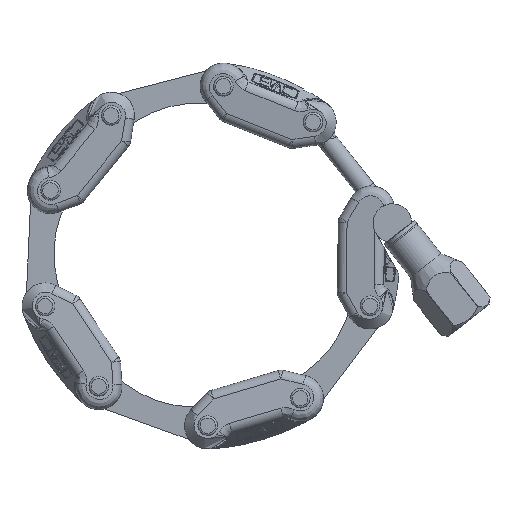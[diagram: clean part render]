
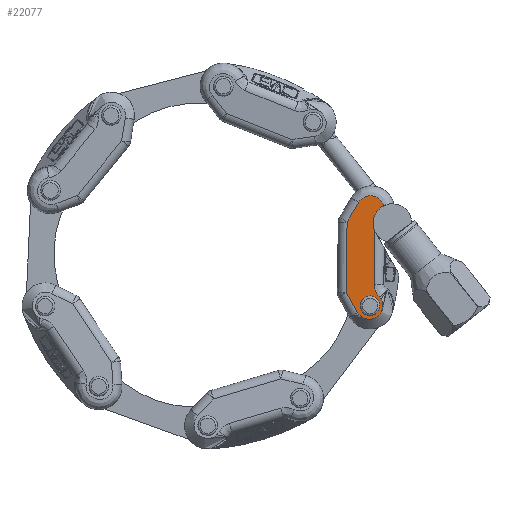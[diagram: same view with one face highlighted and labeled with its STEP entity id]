
A CAD part, left-side view. The second image highlights one B-rep face of the part: STEP entity #22077.
In plain terms, the highlighted face is planar.
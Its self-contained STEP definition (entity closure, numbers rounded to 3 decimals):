
#2531=LINE('',#42297,#4101);
#2532=LINE('',#42300,#4102);
#2533=LINE('',#42301,#4103);
#2534=LINE('',#42302,#4104);
#4101=VECTOR('',#31206,1000.);
#4102=VECTOR('',#31209,1000.);
#4103=VECTOR('',#31210,1000.);
#4104=VECTOR('',#31211,1000.);
#5770=PLANE('',#24772);
#5866=ELLIPSE('',#24773,2.56,2.55);
#5867=ELLIPSE('',#24774,5.019,5.);
#11374=ORIENTED_EDGE('',*,*,#15399,.F.);
#11375=ORIENTED_EDGE('',*,*,#15400,.F.);
#11376=ORIENTED_EDGE('',*,*,#15401,.T.);
#11377=ORIENTED_EDGE('',*,*,#15398,.F.);
#11378=ORIENTED_EDGE('',*,*,#15402,.F.);
#11379=ORIENTED_EDGE('',*,*,#15403,.F.);
#11380=ORIENTED_EDGE('',*,*,#15404,.F.);
#11381=ORIENTED_EDGE('',*,*,#15270,.F.);
#11382=ORIENTED_EDGE('',*,*,#15273,.F.);
#15270=EDGE_CURVE('',#17379,#17375,#17827,.F.);
#15273=EDGE_CURVE('',#17381,#17379,#17830,.T.);
#15398=EDGE_CURVE('',#17460,#17456,#17894,.F.);
#15399=EDGE_CURVE('',#17461,#17461,#5866,.T.);
#15400=EDGE_CURVE('',#17462,#17381,#2531,.T.);
#15401=EDGE_CURVE('',#17462,#17456,#5867,.T.);
#15402=EDGE_CURVE('',#17388,#17460,#2532,.T.);
#15403=EDGE_CURVE('',#17387,#17388,#2533,.T.);
#15404=EDGE_CURVE('',#17375,#17387,#2534,.T.);
#17375=VERTEX_POINT('',#41219);
#17379=VERTEX_POINT('',#41249);
#17381=VERTEX_POINT('',#41291);
#17387=VERTEX_POINT('',#41315);
#17388=VERTEX_POINT('',#41319);
#17456=VERTEX_POINT('',#42263);
#17460=VERTEX_POINT('',#42286);
#17461=VERTEX_POINT('',#42296);
#17462=VERTEX_POINT('',#42298);
#17827=B_SPLINE_CURVE_WITH_KNOTS('',3,(#41250,#41251,#41252,#41253,#41254,
#41255,#41256),.UNSPECIFIED.,.F.,.F.,(4,1,1,1,4),(0.,0.25,0.5,0.75,1.),
 .UNSPECIFIED.);
#17830=B_SPLINE_CURVE_WITH_KNOTS('',3,(#41292,#41293,#41294,#41295,#41296,
#41297,#41298,#41299,#41300,#41301),.UNSPECIFIED.,.F.,.F.,(4,2,2,2,4),(0.,
0.044,0.115,0.229,0.355),
 .UNSPECIFIED.);
#17894=B_SPLINE_CURVE_WITH_KNOTS('',3,(#42287,#42288,#42289,#42290,#42291,
#42292,#42293),.UNSPECIFIED.,.F.,.F.,(4,1,1,1,4),(0.,0.25,0.5,0.75,1.),
 .UNSPECIFIED.);
#19138=EDGE_LOOP('',(#11374));
#19139=EDGE_LOOP('',(#11375,#11376,#11377,#11378,#11379,#11380,#11381,#11382));
#20599=FACE_BOUND('',#19138,.T.);
#20600=FACE_BOUND('',#19139,.T.);
#22077=ADVANCED_FACE('',(#20599,#20600),#5770,.T.);
#24772=AXIS2_PLACEMENT_3D('',#42294,#31202,#31203);
#24773=AXIS2_PLACEMENT_3D('',#42295,#31204,#31205);
#24774=AXIS2_PLACEMENT_3D('',#42299,#31207,#31208);
#31202=DIRECTION('',(0.996,0.,-0.087));
#31203=DIRECTION('',(-0.087,0.,-0.996));
#31204=DIRECTION('',(0.996,0.,-0.087));
#31205=DIRECTION('',(-0.087,0.,-0.996));
#31206=DIRECTION('',(0.,1.,0.));
#31207=DIRECTION('',(-0.996,0.,0.087));
#31208=DIRECTION('',(0.087,0.,0.996));
#31209=DIRECTION('',(0.044,-0.865,0.5));
#31210=DIRECTION('',(0.,-1.,0.));
#31211=DIRECTION('',(-0.044,-0.865,-0.5));
#41219=CARTESIAN_POINT('',(9.21,14.25,-0.744));
#41249=CARTESIAN_POINT('',(9.703,10.161,4.891));
#41250=CARTESIAN_POINT('',(9.21,14.25,-0.744));
#41251=CARTESIAN_POINT('',(9.253,15.099,-0.254));
#41252=CARTESIAN_POINT('',(9.403,16.345,1.467));
#41253=CARTESIAN_POINT('',(9.677,15.685,4.598));
#41254=CARTESIAN_POINT('',(9.817,12.912,6.196));
#41255=CARTESIAN_POINT('',(9.76,10.891,5.546));
#41256=CARTESIAN_POINT('',(9.703,10.161,4.891));
#41291=CARTESIAN_POINT('',(9.583,6.95,3.522));
#41292=CARTESIAN_POINT('',(9.583,6.95,3.522));
#41293=CARTESIAN_POINT('',(9.583,7.098,3.522));
#41294=CARTESIAN_POINT('',(9.584,7.247,3.531));
#41295=CARTESIAN_POINT('',(9.588,7.631,3.576));
#41296=CARTESIAN_POINT('',(9.592,7.866,3.626));
#41297=CARTESIAN_POINT('',(9.608,8.458,3.802));
#41298=CARTESIAN_POINT('',(9.621,8.807,3.956));
#41299=CARTESIAN_POINT('',(9.656,9.505,4.356));
#41300=CARTESIAN_POINT('',(9.678,9.849,4.61));
#41301=CARTESIAN_POINT('',(9.703,10.161,4.891));
#41315=CARTESIAN_POINT('',(8.95,9.099,-3.718));
#41319=CARTESIAN_POINT('',(8.95,-9.099,-3.718));
#42263=CARTESIAN_POINT('',(9.771,-13.418,5.664));
#42286=CARTESIAN_POINT('',(9.21,-14.25,-0.744));
#42287=CARTESIAN_POINT('',(9.771,-13.418,5.664));
#42288=CARTESIAN_POINT('',(9.755,-14.085,5.483));
#42289=CARTESIAN_POINT('',(9.688,-15.292,4.724));
#42290=CARTESIAN_POINT('',(9.517,-16.178,2.764));
#42291=CARTESIAN_POINT('',(9.331,-15.821,0.643));
#42292=CARTESIAN_POINT('',(9.24,-14.849,-0.398));
#42293=CARTESIAN_POINT('',(9.21,-14.25,-0.744));
#42294=CARTESIAN_POINT('',(8.75,0.,-6.));
#42295=CARTESIAN_POINT('',(9.494,12.5,2.505));
#42296=CARTESIAN_POINT('',(9.271,12.5,-0.045));
#42297=CARTESIAN_POINT('',(9.583,-6.785,3.522));
#42298=CARTESIAN_POINT('',(9.583,-6.785,3.522));
#42299=CARTESIAN_POINT('',(9.975,-9.,8.005));
#42300=CARTESIAN_POINT('',(8.95,-9.099,-3.718));
#42301=CARTESIAN_POINT('',(8.95,9.099,-3.718));
#42302=CARTESIAN_POINT('',(9.21,14.25,-0.744));
